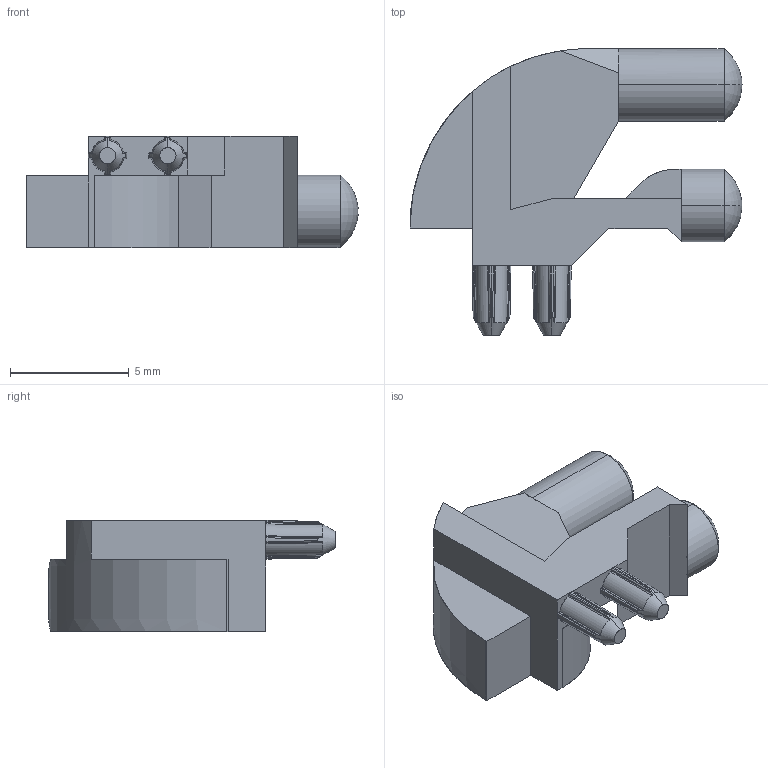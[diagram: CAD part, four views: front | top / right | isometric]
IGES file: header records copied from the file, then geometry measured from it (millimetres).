
Start section: SolidWorks IGES file using analytic representation for surfaces
Global section: file name: LP-230.IGS; native system: SolidWorks 2011; preprocessor: SolidWorks 2011; author: sraja; date: 120327.152809; units: inch
Bounding box: 13.96 x 12.06 x 4.67 mm (x, y, z)
Surface area: 395.7 mm2 (no closed solid volume)
Topology: 0 solids, 0 shells, 120 faces, 1014 edges, 1014 vertices
Faces by surface type: bspline 87, revolution 33
